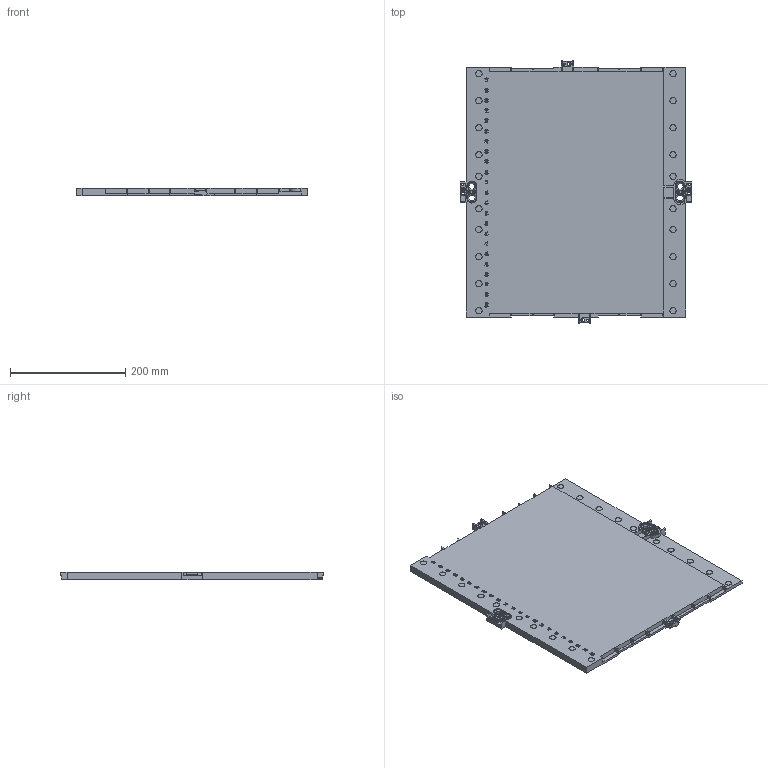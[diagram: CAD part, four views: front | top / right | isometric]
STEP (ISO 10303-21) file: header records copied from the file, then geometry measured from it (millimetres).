
FILE_DESCRIPTION (( 'STEP AP214' ), '1' );
FILE_NAME ('INGUN_14671.STEP', '2021-07-01T09:26:39', ( '' ), ( '' ), 'SwSTEP 2.0', 'SolidWorks 2018', '' );
FILE_SCHEMA (( 'AUTOMOTIVE_DESIGN' ));
Length unit declared in the file: millimetre
Products named in the file (5): 14671_003~0; 14671_001~0_KUNDE<Standard>; INGUN_14671; 14671_002~0; 14671_004~0
Assembly tree (11 placements, depth 2):
  INGUN_14671
    14671_001~0_KUNDE<Standard>
    14671_002~0  x2
    14671_003~0  x4
    14671_004~0  x4
Bounding box: 402.74 x 456.67 x 13.11 mm (x, y, z)
Volume: 1964887.7 mm3; surface area: 363825.5 mm2
Topology: 11 solids, 11 shells, 1115 faces, 2843 edges, 1850 vertices
Faces by surface type: plane 577, bspline 271, cylinder 193, cone 44, torus 30
Entity records: 50195 total; most frequent: CARTESIAN_POINT 22289, ORIENTED_EDGE 4958, DIRECTION 3668, EDGE_CURVE 2479, VERTEX_POINT 1637, VECTOR 1596, LINE 1596, EDGE_LOOP 1100
